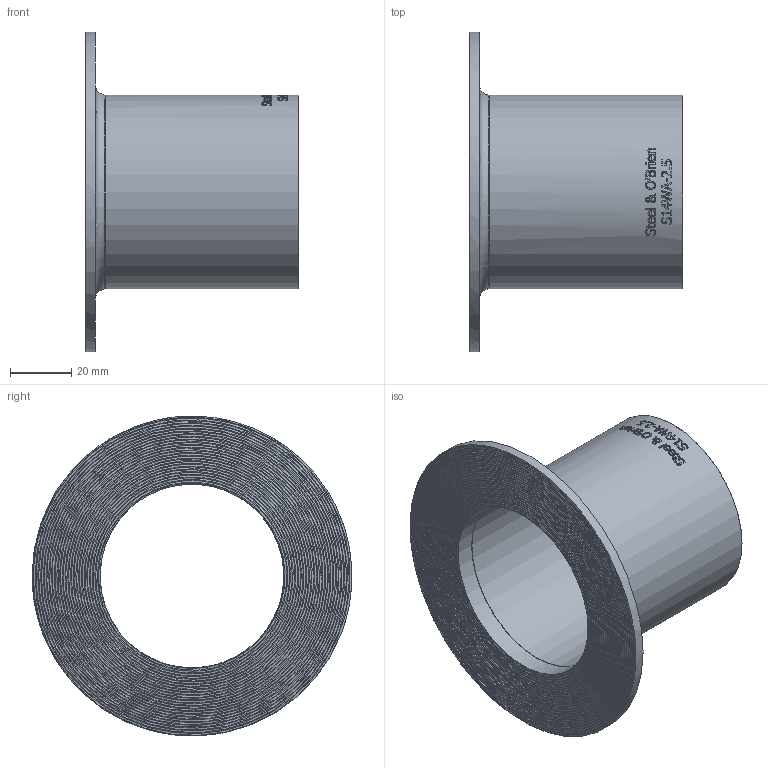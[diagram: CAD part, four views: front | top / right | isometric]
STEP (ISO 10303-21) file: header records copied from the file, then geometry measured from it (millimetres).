
FILE_DESCRIPTION(/* description */ (''),/* implementation_level */ '2;1');
FILE_NAME(/* name */ 'S14WA-2.5.stp',/* time_stamp */ '2018-11-26T13:12:57-05:00',/* author */ ('rick'),/* organization */ (''),/* preprocessor_version */ 'ST-DEVELOPER v15.2',/* originating_system */ 'Autodesk Inventor 2014',/* authorisation */ '');
FILE_SCHEMA (('AUTOMOTIVE_DESIGN { 1 0 10303 214 3 1 1 }'));
Length unit declared in the file: inch
Products named in the file (1): S14WA-2.5
Bounding box: 69.85 x 104.78 x 104.78 mm (x, y, z)
Volume: 301103.6 mm3; surface area: 52603.3 mm2
Topology: 1 solids, 1 shells, 362 faces, 975 edges, 649 vertices
Faces by surface type: bspline 162, plane 158, cylinder 37, torus 5
Full cylindrical faces by diameter (mm): 60.198 x2, 63.5 x1, 104.775 x1
Entity records: 21103 total; most frequent: CARTESIAN_POINT 12937, ORIENTED_EDGE 1922, DIRECTION 1237, EDGE_CURVE 961, VERTEX_POINT 644, LINE 431, VECTOR 431, EDGE_LOOP 407
